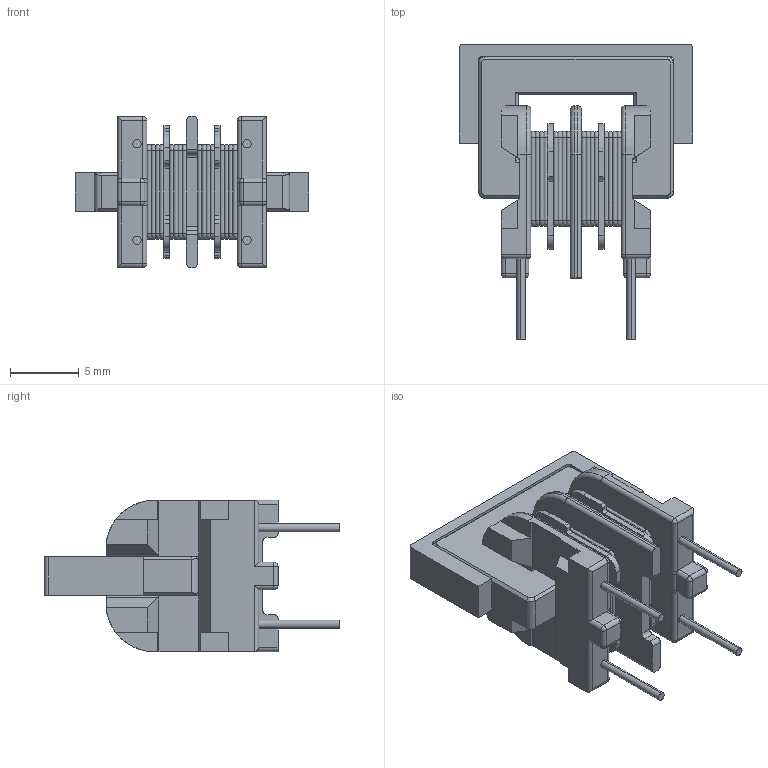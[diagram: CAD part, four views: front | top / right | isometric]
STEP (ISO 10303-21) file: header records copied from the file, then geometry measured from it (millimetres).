
FILE_DESCRIPTION (( 'STEP AP214' ), '1' );
FILE_NAME ('SU9VF(MAX-LOGO).STEP', '2018-11-06T05:10:47', ( '' ), ( '' ), 'SwSTEP 2.0', 'SolidWorks 2018', '' );
FILE_SCHEMA (( 'AUTOMOTIVE_DESIGN' ));
Length unit declared in the file: millimetre
Products named in the file (1): SU9VF(MAX-LOGO)
Bounding box: 17 x 21.5 x 11 mm (x, y, z)
Volume: 1058.9 mm3; surface area: 1749 mm2
Topology: 1 solids, 5 shells, 485 faces, 1213 edges, 738 vertices
Faces by surface type: plane 229, cylinder 168, torus 72, sphere 12, bspline 4
Entity records: 19614 total; most frequent: CARTESIAN_POINT 2657, DIRECTION 2501, ORIENTED_EDGE 2402, EDGE_CURVE 1201, AXIS2_PLACEMENT_3D 870, VECTOR 761, LINE 761, VERTEX_POINT 738
